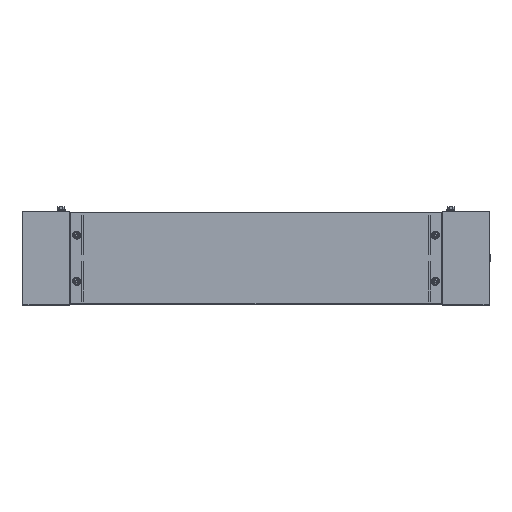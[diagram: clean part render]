
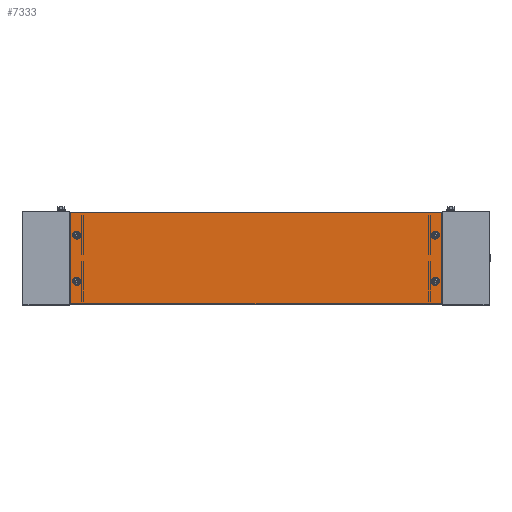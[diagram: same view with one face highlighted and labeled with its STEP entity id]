
A CAD part, top view. The second image highlights one B-rep face of the part: STEP entity #7333.
In plain terms, the highlighted face is planar.
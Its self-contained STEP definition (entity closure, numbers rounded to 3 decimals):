
#53 = VECTOR ( 'NONE', #15137, 1000. ) ;
#319 = VERTEX_POINT ( 'NONE', #14764 ) ;
#489 = AXIS2_PLACEMENT_3D ( 'NONE', #11200, #12634, #8094 ) ;
#540 = FACE_BOUND ( 'NONE', #12755, .T. ) ;
#659 = VERTEX_POINT ( 'NONE', #6041 ) ;
#751 = CIRCLE ( 'NONE', #13721, 7.691 ) ;
#761 = VERTEX_POINT ( 'NONE', #2336 ) ;
#778 = DIRECTION ( 'NONE',  ( 1., 0., 0. ) ) ;
#980 = EDGE_LOOP ( 'NONE', ( #3972, #12324 ) ) ;
#1296 = CARTESIAN_POINT ( 'NONE',  ( 123.191, -149.5, 0. ) ) ;
#1545 = LINE ( 'NONE', #10326, #14758 ) ;
#1629 = ORIENTED_EDGE ( 'NONE', *, *, #14233, .T. ) ;
#2148 = EDGE_CURVE ( 'NONE', #4304, #4074, #4589, .T. ) ;
#2336 = CARTESIAN_POINT ( 'NONE',  ( 101., -199., 0. ) ) ;
#2448 = VECTOR ( 'NONE', #16359, 1000. ) ;
#2599 = EDGE_CURVE ( 'NONE', #761, #3776, #5097, .T. ) ;
#2691 = CARTESIAN_POINT ( 'NONE',  ( 876.809, -50.5, 0. ) ) ;
#2963 = EDGE_CURVE ( 'NONE', #4074, #761, #16273, .T. ) ;
#3055 = AXIS2_PLACEMENT_3D ( 'NONE', #12847, #17289, #3087 ) ;
#3087 = DIRECTION ( 'NONE',  ( 1., 0., 0. ) ) ;
#3164 = DIRECTION ( 'NONE',  ( 0., 0., 1. ) ) ;
#3220 = ORIENTED_EDGE ( 'NONE', *, *, #3631, .T. ) ;
#3341 = FACE_BOUND ( 'NONE', #14047, .T. ) ;
#3451 = CARTESIAN_POINT ( 'NONE',  ( 0., 0., 0. ) ) ;
#3631 = EDGE_CURVE ( 'NONE', #7188, #9579, #751, .T. ) ;
#3776 = VERTEX_POINT ( 'NONE', #10799 ) ;
#3972 = ORIENTED_EDGE ( 'NONE', *, *, #17506, .T. ) ;
#4074 = VERTEX_POINT ( 'NONE', #17233 ) ;
#4247 = VERTEX_POINT ( 'NONE', #6028 ) ;
#4304 = VERTEX_POINT ( 'NONE', #17474 ) ;
#4589 = LINE ( 'NONE', #10368, #5418 ) ;
#4693 = EDGE_CURVE ( 'NONE', #6935, #319, #15524, .T. ) ;
#4740 = ORIENTED_EDGE ( 'NONE', *, *, #2599, .F. ) ;
#4896 = DIRECTION ( 'NONE',  ( 0., 0., 1. ) ) ;
#5069 = AXIS2_PLACEMENT_3D ( 'NONE', #3451, #16519, #14899 ) ;
#5097 = LINE ( 'NONE', #18148, #53 ) ;
#5262 = ORIENTED_EDGE ( 'NONE', *, *, #4693, .T. ) ;
#5418 = VECTOR ( 'NONE', #16166, 1000. ) ;
#5765 = CARTESIAN_POINT ( 'NONE',  ( 115.5, -149.5, 0. ) ) ;
#5883 = CARTESIAN_POINT ( 'NONE',  ( 101., -1., 0. ) ) ;
#6028 = CARTESIAN_POINT ( 'NONE',  ( 892.191, -149.5, 0. ) ) ;
#6041 = CARTESIAN_POINT ( 'NONE',  ( 892.191, -50.5, 0. ) ) ;
#6091 = DIRECTION ( 'NONE',  ( 1., 0., 0. ) ) ;
#6881 = CARTESIAN_POINT ( 'NONE',  ( 884.5, -149.5, 0. ) ) ;
#6935 = VERTEX_POINT ( 'NONE', #7534 ) ;
#7188 = VERTEX_POINT ( 'NONE', #1296 ) ;
#7295 = CIRCLE ( 'NONE', #15159, 7.691 ) ;
#7308 = DIRECTION ( 'NONE',  ( 0., 1., 0. ) ) ;
#7333 = ADVANCED_FACE ( 'NONE', ( #13657, #10526, #3341, #540, #16321 ), #9111, .F. ) ;
#7379 = DIRECTION ( 'NONE',  ( 0., 0., 1. ) ) ;
#7534 = CARTESIAN_POINT ( 'NONE',  ( 123.191, -50.5, 0. ) ) ;
#7595 = EDGE_CURVE ( 'NONE', #3776, #4304, #1545, .T. ) ;
#7644 = AXIS2_PLACEMENT_3D ( 'NONE', #5765, #7379, #14669 ) ;
#7853 = CARTESIAN_POINT ( 'NONE',  ( 876.809, -149.5, 0. ) ) ;
#7961 = AXIS2_PLACEMENT_3D ( 'NONE', #9211, #9295, #15072 ) ;
#8094 = DIRECTION ( 'NONE',  ( 1., 0., 0. ) ) ;
#8216 = EDGE_LOOP ( 'NONE', ( #18026, #3220 ) ) ;
#8292 = VERTEX_POINT ( 'NONE', #2691 ) ;
#9111 = PLANE ( 'NONE',  #5069 ) ;
#9211 = CARTESIAN_POINT ( 'NONE',  ( 115.5, -50.5, 0. ) ) ;
#9235 = ORIENTED_EDGE ( 'NONE', *, *, #11726, .T. ) ;
#9295 = DIRECTION ( 'NONE',  ( 0., 0., 1. ) ) ;
#9579 = VERTEX_POINT ( 'NONE', #14706 ) ;
#10055 = CARTESIAN_POINT ( 'NONE',  ( 115.5, -149.5, 0. ) ) ;
#10305 = EDGE_CURVE ( 'NONE', #9579, #7188, #12791, .T. ) ;
#10326 = CARTESIAN_POINT ( 'NONE',  ( 899., -1., 0. ) ) ;
#10368 = CARTESIAN_POINT ( 'NONE',  ( 101., -1., 0. ) ) ;
#10526 = FACE_BOUND ( 'NONE', #8216, .T. ) ;
#10799 = CARTESIAN_POINT ( 'NONE',  ( 899., -199., 0. ) ) ;
#11200 = CARTESIAN_POINT ( 'NONE',  ( 884.5, -50.5, 0. ) ) ;
#11255 = DIRECTION ( 'NONE',  ( 1., 0., 0. ) ) ;
#11505 = DIRECTION ( 'NONE',  ( 1., 0., 0. ) ) ;
#11537 = DIRECTION ( 'NONE',  ( 0., 0., 1. ) ) ;
#11645 = CIRCLE ( 'NONE', #18577, 7.691 ) ;
#11726 = EDGE_CURVE ( 'NONE', #319, #6935, #14835, .T. ) ;
#11920 = CARTESIAN_POINT ( 'NONE',  ( 884.5, -149.5, 0. ) ) ;
#12324 = ORIENTED_EDGE ( 'NONE', *, *, #15626, .T. ) ;
#12634 = DIRECTION ( 'NONE',  ( 0., 0., 1. ) ) ;
#12755 = EDGE_LOOP ( 'NONE', ( #9235, #5262 ) ) ;
#12791 = CIRCLE ( 'NONE', #7644, 7.691 ) ;
#12847 = CARTESIAN_POINT ( 'NONE',  ( 115.5, -50.5, 0. ) ) ;
#13022 = DIRECTION ( 'NONE',  ( 0., 0., 1. ) ) ;
#13657 = FACE_BOUND ( 'NONE', #980, .T. ) ;
#13721 = AXIS2_PLACEMENT_3D ( 'NONE', #10055, #3164, #6091 ) ;
#14047 = EDGE_LOOP ( 'NONE', ( #1629, #16160 ) ) ;
#14233 = EDGE_CURVE ( 'NONE', #8292, #659, #16163, .T. ) ;
#14669 = DIRECTION ( 'NONE',  ( 1., 0., 0. ) ) ;
#14706 = CARTESIAN_POINT ( 'NONE',  ( 107.809, -149.5, 0. ) ) ;
#14758 = VECTOR ( 'NONE', #7308, 1000. ) ;
#14764 = CARTESIAN_POINT ( 'NONE',  ( 107.809, -50.5, 0. ) ) ;
#14835 = CIRCLE ( 'NONE', #3055, 7.691 ) ;
#14861 = EDGE_CURVE ( 'NONE', #659, #8292, #17686, .T. ) ;
#14899 = DIRECTION ( 'NONE',  ( 1., 0., 0. ) ) ;
#14974 = EDGE_LOOP ( 'NONE', ( #18113, #16129, #16202, #4740 ) ) ;
#15072 = DIRECTION ( 'NONE',  ( 1., 0., 0. ) ) ;
#15137 = DIRECTION ( 'NONE',  ( 1., 0., 0. ) ) ;
#15159 = AXIS2_PLACEMENT_3D ( 'NONE', #6881, #13022, #11505 ) ;
#15243 = AXIS2_PLACEMENT_3D ( 'NONE', #16937, #11537, #11255 ) ;
#15524 = CIRCLE ( 'NONE', #7961, 7.691 ) ;
#15626 = EDGE_CURVE ( 'NONE', #4247, #15934, #11645, .T. ) ;
#15934 = VERTEX_POINT ( 'NONE', #7853 ) ;
#16129 = ORIENTED_EDGE ( 'NONE', *, *, #2148, .F. ) ;
#16160 = ORIENTED_EDGE ( 'NONE', *, *, #14861, .T. ) ;
#16163 = CIRCLE ( 'NONE', #15243, 7.691 ) ;
#16166 = DIRECTION ( 'NONE',  ( -1., 0., 0. ) ) ;
#16202 = ORIENTED_EDGE ( 'NONE', *, *, #7595, .F. ) ;
#16273 = LINE ( 'NONE', #5883, #2448 ) ;
#16321 = FACE_OUTER_BOUND ( 'NONE', #14974, .T. ) ;
#16359 = DIRECTION ( 'NONE',  ( 0., -1., 0. ) ) ;
#16519 = DIRECTION ( 'NONE',  ( 0., 0., 1. ) ) ;
#16937 = CARTESIAN_POINT ( 'NONE',  ( 884.5, -50.5, 0. ) ) ;
#17233 = CARTESIAN_POINT ( 'NONE',  ( 101., -1., 0. ) ) ;
#17289 = DIRECTION ( 'NONE',  ( 0., 0., 1. ) ) ;
#17474 = CARTESIAN_POINT ( 'NONE',  ( 899., -1., 0. ) ) ;
#17506 = EDGE_CURVE ( 'NONE', #15934, #4247, #7295, .T. ) ;
#17686 = CIRCLE ( 'NONE', #489, 7.691 ) ;
#18026 = ORIENTED_EDGE ( 'NONE', *, *, #10305, .T. ) ;
#18113 = ORIENTED_EDGE ( 'NONE', *, *, #2963, .F. ) ;
#18148 = CARTESIAN_POINT ( 'NONE',  ( 101., -199., 0. ) ) ;
#18577 = AXIS2_PLACEMENT_3D ( 'NONE', #11920, #4896, #778 ) ;
